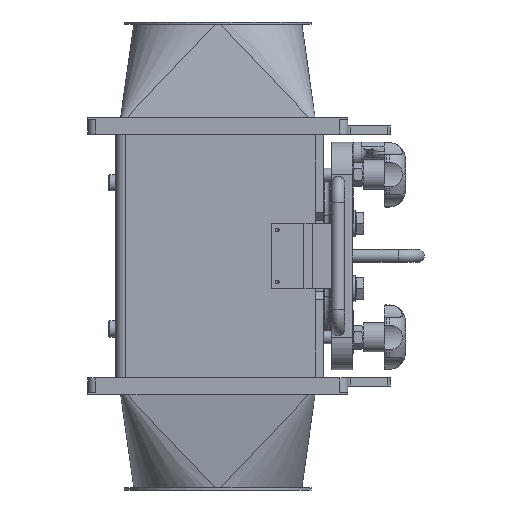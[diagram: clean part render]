
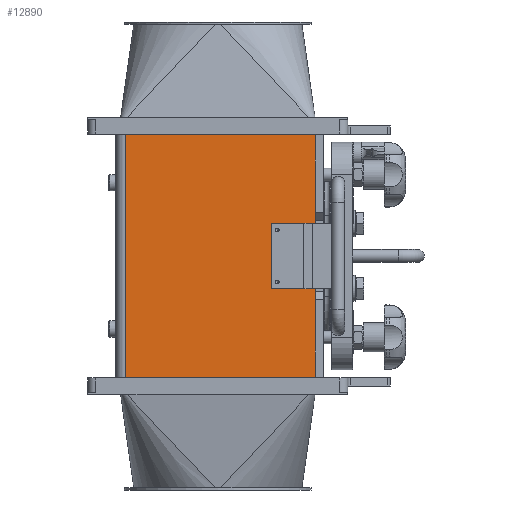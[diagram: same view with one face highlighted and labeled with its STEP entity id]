
A CAD part, left-side view. The second image highlights one B-rep face of the part: STEP entity #12890.
In plain terms, the highlighted planar face has unit normal (-1, 0, 0).
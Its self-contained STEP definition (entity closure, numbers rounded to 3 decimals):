
#752=PLANE('',#14075);
#1308=LINE('',#22735,#2214);
#1314=LINE('',#22746,#2220);
#1321=LINE('',#22760,#2227);
#1322=LINE('',#22763,#2228);
#1331=LINE('',#22784,#2237);
#1416=LINE('',#23068,#2322);
#1427=LINE('',#23106,#2333);
#1497=LINE('',#23264,#2403);
#2214=VECTOR('',#16453,10.);
#2220=VECTOR('',#16461,10.);
#2227=VECTOR('',#16474,10.);
#2228=VECTOR('',#16477,10.);
#2237=VECTOR('',#16492,10.);
#2322=VECTOR('',#16733,10.);
#2333=VECTOR('',#16764,10.);
#2403=VECTOR('',#16954,10.);
#3236=FACE_OUTER_BOUND('',#4124,.T.);
#4124=EDGE_LOOP('',(#10477,#10478,#10479,#10480,#10481,#10482,#10483,#10484));
#5855=VERTEX_POINT('',#22732);
#5856=VERTEX_POINT('',#22734);
#5860=VERTEX_POINT('',#22744);
#5864=VERTEX_POINT('',#22758);
#5865=VERTEX_POINT('',#22762);
#5874=VERTEX_POINT('',#22782);
#5955=VERTEX_POINT('',#23066);
#5972=VERTEX_POINT('',#23105);
#7346=EDGE_CURVE('',#5856,#5855,#1308,.T.);
#7352=EDGE_CURVE('',#5855,#5860,#1314,.T.);
#7359=EDGE_CURVE('',#5860,#5864,#1321,.T.);
#7360=EDGE_CURVE('',#5856,#5865,#1322,.T.);
#7371=EDGE_CURVE('',#5874,#5864,#1331,.T.);
#7496=EDGE_CURVE('',#5874,#5955,#1416,.T.);
#7515=EDGE_CURVE('',#5972,#5865,#1427,.T.);
#7599=EDGE_CURVE('',#5955,#5972,#1497,.T.);
#10477=ORIENTED_EDGE('',*,*,#7359,.T.);
#10478=ORIENTED_EDGE('',*,*,#7371,.F.);
#10479=ORIENTED_EDGE('',*,*,#7496,.T.);
#10480=ORIENTED_EDGE('',*,*,#7599,.T.);
#10481=ORIENTED_EDGE('',*,*,#7515,.T.);
#10482=ORIENTED_EDGE('',*,*,#7360,.F.);
#10483=ORIENTED_EDGE('',*,*,#7346,.T.);
#10484=ORIENTED_EDGE('',*,*,#7352,.T.);
#12890=ADVANCED_FACE('',(#3236),#752,.F.);
#14075=AXIS2_PLACEMENT_3D('',#23263,#16952,#16953);
#16453=DIRECTION('',(0.,1.,0.));
#16461=DIRECTION('',(0.,0.,1.));
#16474=DIRECTION('',(0.,-1.,0.));
#16477=DIRECTION('',(0.,0.,-1.));
#16492=DIRECTION('',(0.,0.,-1.));
#16733=DIRECTION('',(0.,1.,0.));
#16764=DIRECTION('',(0.,-1.,0.));
#16952=DIRECTION('center_axis',(1.,0.,0.));
#16953=DIRECTION('ref_axis',(0.,-1.,0.));
#16954=DIRECTION('',(0.,0.,-1.));
#22732=CARTESIAN_POINT('',(-63.,-33.,-95.));
#22734=CARTESIAN_POINT('',(-63.,-60.,-95.));
#22735=CARTESIAN_POINT('',(-63.,-22.206,-95.));
#22744=CARTESIAN_POINT('',(-63.,-33.,-55.));
#22746=CARTESIAN_POINT('',(-63.,-33.,-75.));
#22758=CARTESIAN_POINT('',(-63.,-60.,-55.));
#22760=CARTESIAN_POINT('',(-63.,-22.206,-55.));
#22762=CARTESIAN_POINT('',(-63.,-60.,-150.));
#22763=CARTESIAN_POINT('',(-63.,-60.,4.));
#22782=CARTESIAN_POINT('',(-63.,-60.,0.));
#22784=CARTESIAN_POINT('',(-63.,-60.,4.));
#23066=CARTESIAN_POINT('',(-63.,57.,0.));
#23068=CARTESIAN_POINT('',(-63.,-2.261,0.));
#23105=CARTESIAN_POINT('',(-63.,57.,-150.));
#23106=CARTESIAN_POINT('',(-63.,-2.261,-150.));
#23263=CARTESIAN_POINT('Origin',(-63.,1.492,-75.));
#23264=CARTESIAN_POINT('',(-63.,57.,-75.));
